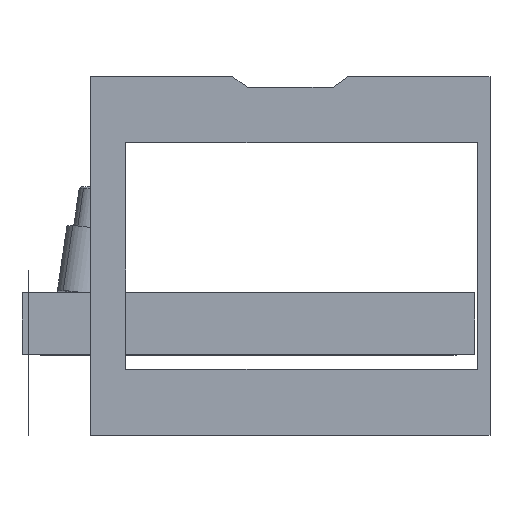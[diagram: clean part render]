
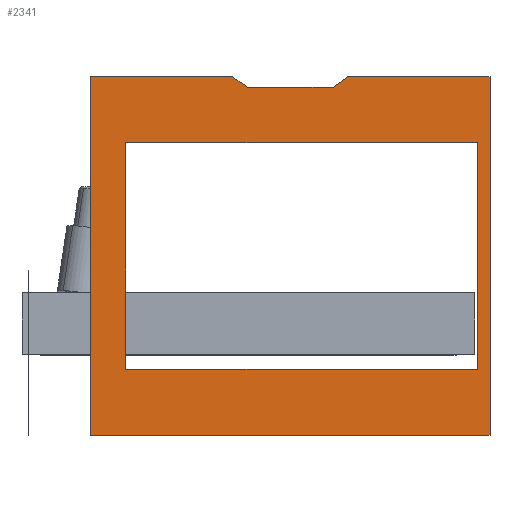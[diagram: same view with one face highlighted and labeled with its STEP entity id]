
A CAD part, top view. The second image highlights one B-rep face of the part: STEP entity #2341.
In plain terms, the highlighted planar face has unit normal (0, 0, 1).
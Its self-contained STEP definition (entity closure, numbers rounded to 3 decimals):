
#2087=DIRECTION('',(1.,0.,0.));
#2088=VECTOR('',#2087,34.5);
#2089=CARTESIAN_POINT('',(0.,87.,7.));
#2090=LINE('',#2089,#2088);
#2103=DIRECTION('',(-0.821,0.57,0.));
#2104=VECTOR('',#2103,4.383);
#2105=CARTESIAN_POINT('',(38.1,84.5,7.));
#2106=LINE('',#2105,#2104);
#2107=DIRECTION('',(1.,0.,0.));
#2108=VECTOR('',#2107,20.8);
#2109=CARTESIAN_POINT('',(38.1,84.5,7.));
#2110=LINE('',#2109,#2108);
#2111=DIRECTION('',(-0.821,-0.57,0.));
#2112=VECTOR('',#2111,4.383);
#2113=CARTESIAN_POINT('',(62.5,87.,7.));
#2114=LINE('',#2113,#2112);
#2115=DIRECTION('',(0.,1.,0.));
#2116=VECTOR('',#2115,87.);
#2117=CARTESIAN_POINT('',(97.,0.,7.));
#2118=LINE('',#2117,#2116);
#2119=DIRECTION('',(1.,0.,0.));
#2120=VECTOR('',#2119,97.);
#2121=CARTESIAN_POINT('',(0.,0.,7.));
#2122=LINE('',#2121,#2120);
#2123=DIRECTION('',(0.,-1.,0.));
#2124=VECTOR('',#2123,87.);
#2125=CARTESIAN_POINT('',(0.,87.,7.));
#2126=LINE('',#2125,#2124);
#2127=DIRECTION('',(0.,-1.,0.));
#2128=VECTOR('',#2127,55.);
#2129=CARTESIAN_POINT('',(94.,71.,7.));
#2130=LINE('',#2129,#2128);
#2131=DIRECTION('',(1.,0.,0.));
#2132=VECTOR('',#2131,85.5);
#2133=CARTESIAN_POINT('',(8.5,71.,7.));
#2134=LINE('',#2133,#2132);
#2135=DIRECTION('',(0.,1.,0.));
#2136=VECTOR('',#2135,55.);
#2137=CARTESIAN_POINT('',(8.5,16.,7.));
#2138=LINE('',#2137,#2136);
#2139=DIRECTION('',(-1.,0.,0.));
#2140=VECTOR('',#2139,85.5);
#2141=CARTESIAN_POINT('',(94.,16.,7.));
#2142=LINE('',#2141,#2140);
#2203=DIRECTION('',(1.,0.,0.));
#2204=VECTOR('',#2203,34.5);
#2205=CARTESIAN_POINT('',(62.5,87.,7.));
#2206=LINE('',#2205,#2204);
#2231=CARTESIAN_POINT('',(0.,87.,7.));
#2233=VERTEX_POINT('',#2231);
#2236=CARTESIAN_POINT('',(0.,0.,7.));
#2238=VERTEX_POINT('',#2236);
#2239=CARTESIAN_POINT('',(97.,0.,7.));
#2241=VERTEX_POINT('',#2239);
#2244=CARTESIAN_POINT('',(97.,87.,7.));
#2246=VERTEX_POINT('',#2244);
#2247=CARTESIAN_POINT('',(8.5,16.,7.));
#2248=CARTESIAN_POINT('',(8.5,71.,7.));
#2249=VERTEX_POINT('',#2247);
#2250=VERTEX_POINT('',#2248);
#2251=CARTESIAN_POINT('',(94.,16.,7.));
#2252=VERTEX_POINT('',#2251);
#2253=CARTESIAN_POINT('',(94.,71.,7.));
#2254=VERTEX_POINT('',#2253);
#2263=CARTESIAN_POINT('',(38.1,84.5,7.));
#2264=CARTESIAN_POINT('',(34.5,87.,7.));
#2265=VERTEX_POINT('',#2263);
#2266=VERTEX_POINT('',#2264);
#2267=CARTESIAN_POINT('',(62.5,87.,7.));
#2269=VERTEX_POINT('',#2267);
#2273=CARTESIAN_POINT('',(58.9,84.5,7.));
#2274=VERTEX_POINT('',#2273);
#2310=CARTESIAN_POINT('',(0.,0.,7.));
#2311=DIRECTION('',(0.,0.,1.));
#2312=DIRECTION('',(1.,0.,0.));
#2313=AXIS2_PLACEMENT_3D('',#2310,#2311,#2312);
#2314=PLANE('',#2313);
#2315=ORIENTED_EDGE('',*,*,#2300,.T.);
#2317=ORIENTED_EDGE('',*,*,#2316,.F.);
#2319=ORIENTED_EDGE('',*,*,#2318,.T.);
#2321=ORIENTED_EDGE('',*,*,#2320,.F.);
#2323=ORIENTED_EDGE('',*,*,#2322,.T.);
#2325=ORIENTED_EDGE('',*,*,#2324,.F.);
#2327=ORIENTED_EDGE('',*,*,#2326,.F.);
#2328=ORIENTED_EDGE('',*,*,#2286,.F.);
#2329=EDGE_LOOP('',(#2315,#2317,#2319,#2321,#2323,#2325,#2327,#2328));
#2330=FACE_OUTER_BOUND('',#2329,.F.);
#2332=ORIENTED_EDGE('',*,*,#2331,.F.);
#2334=ORIENTED_EDGE('',*,*,#2333,.F.);
#2336=ORIENTED_EDGE('',*,*,#2335,.F.);
#2338=ORIENTED_EDGE('',*,*,#2337,.F.);
#2339=EDGE_LOOP('',(#2332,#2334,#2336,#2338));
#2340=FACE_BOUND('',#2339,.F.);
#2341=ADVANCED_FACE('',(#2330,#2340),#2314,.T.);
#2286=EDGE_CURVE('',#2233,#2238,#2126,.T.);
#2300=EDGE_CURVE('',#2233,#2266,#2090,.T.);
#2316=EDGE_CURVE('',#2265,#2266,#2106,.T.);
#2318=EDGE_CURVE('',#2265,#2274,#2110,.T.);
#2320=EDGE_CURVE('',#2269,#2274,#2114,.T.);
#2322=EDGE_CURVE('',#2269,#2246,#2206,.T.);
#2324=EDGE_CURVE('',#2241,#2246,#2118,.T.);
#2326=EDGE_CURVE('',#2238,#2241,#2122,.T.);
#2331=EDGE_CURVE('',#2254,#2252,#2130,.T.);
#2333=EDGE_CURVE('',#2250,#2254,#2134,.T.);
#2335=EDGE_CURVE('',#2249,#2250,#2138,.T.);
#2337=EDGE_CURVE('',#2252,#2249,#2142,.T.);
